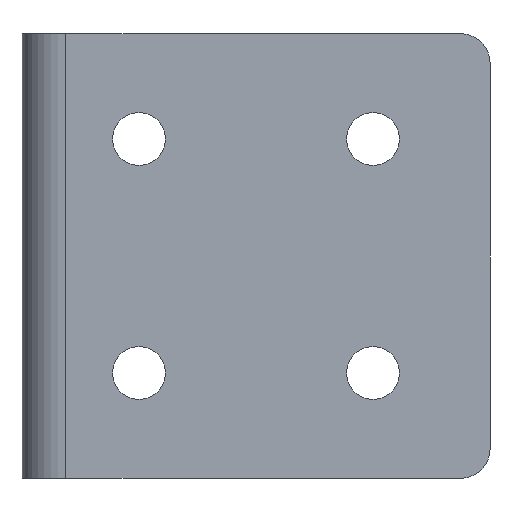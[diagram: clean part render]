
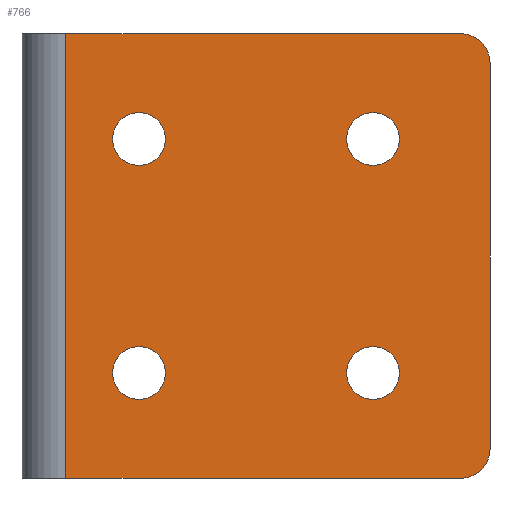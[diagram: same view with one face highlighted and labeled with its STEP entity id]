
A CAD part, front view. The second image highlights one B-rep face of the part: STEP entity #766.
In plain terms, the highlighted planar face has unit normal (0, -1, 0).
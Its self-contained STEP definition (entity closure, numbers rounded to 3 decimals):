
#3 = AXIS2_PLACEMENT_3D ( 'NONE', #581, #257, #38 ) ;
#13 = AXIS2_PLACEMENT_3D ( 'NONE', #65, #1240, #345 ) ;
#21 = VERTEX_POINT ( 'NONE', #1156 ) ;
#23 = CARTESIAN_POINT ( 'NONE',  ( 80., 0., -38. ) ) ;
#35 = CARTESIAN_POINT ( 'NONE',  ( 60., 0., -20. ) ) ;
#38 = DIRECTION ( 'NONE',  ( 1., 0., 0. ) ) ;
#49 = EDGE_LOOP ( 'NONE', ( #843, #1198, #1298, #939, #528, #288 ) ) ;
#64 = VERTEX_POINT ( 'NONE', #622 ) ;
#65 = CARTESIAN_POINT ( 'NONE',  ( 60., 0., 20. ) ) ;
#66 = AXIS2_PLACEMENT_3D ( 'NONE', #1089, #1085, #756 ) ;
#79 = EDGE_CURVE ( 'NONE', #1028, #520, #291, .T. ) ;
#80 = EDGE_LOOP ( 'NONE', ( #903, #688 ) ) ;
#81 = DIRECTION ( 'NONE',  ( 1., 0., 0. ) ) ;
#83 = DIRECTION ( 'NONE',  ( 0., 0., -1. ) ) ;
#104 = VECTOR ( 'NONE', #462, 1000. ) ;
#125 = CARTESIAN_POINT ( 'NONE',  ( 64.5, 0., 20. ) ) ;
#149 = CARTESIAN_POINT ( 'NONE',  ( 80., 0., 33. ) ) ;
#158 = DIRECTION ( 'NONE',  ( 0., 0., -1. ) ) ;
#176 = FACE_BOUND ( 'NONE', #80, .T. ) ;
#190 = CARTESIAN_POINT ( 'NONE',  ( 20., 0., -20. ) ) ;
#207 = CIRCLE ( 'NONE', #3, 5. ) ;
#208 = EDGE_LOOP ( 'NONE', ( #550, #829 ) ) ;
#217 = VERTEX_POINT ( 'NONE', #465 ) ;
#242 = CIRCLE ( 'NONE', #1386, 4.5 ) ;
#246 = EDGE_CURVE ( 'NONE', #1277, #1211, #242, .T. ) ;
#252 = CARTESIAN_POINT ( 'NONE',  ( 80., 0., -38. ) ) ;
#257 = DIRECTION ( 'NONE',  ( 0., -1., 0. ) ) ;
#270 = CARTESIAN_POINT ( 'NONE',  ( 80., 0., 38. ) ) ;
#288 = ORIENTED_EDGE ( 'NONE', *, *, #926, .T. ) ;
#291 = CIRCLE ( 'NONE', #1077, 4.5 ) ;
#302 = VERTEX_POINT ( 'NONE', #584 ) ;
#345 = DIRECTION ( 'NONE',  ( 0., 0., -1. ) ) ;
#351 = LINE ( 'NONE', #23, #104 ) ;
#362 = LINE ( 'NONE', #270, #1043 ) ;
#364 = CARTESIAN_POINT ( 'NONE',  ( 20., 0., 20. ) ) ;
#382 = EDGE_CURVE ( 'NONE', #642, #302, #601, .T. ) ;
#391 = CARTESIAN_POINT ( 'NONE',  ( 20., 0., 20. ) ) ;
#400 = CARTESIAN_POINT ( 'NONE',  ( 75., 0., 38. ) ) ;
#403 = CARTESIAN_POINT ( 'NONE',  ( 20., 0., -20. ) ) ;
#429 = DIRECTION ( 'NONE',  ( 1., 0., 0. ) ) ;
#462 = DIRECTION ( 'NONE',  ( 0., 0., 1. ) ) ;
#465 = CARTESIAN_POINT ( 'NONE',  ( 80., 0., -33. ) ) ;
#479 = VERTEX_POINT ( 'NONE', #946 ) ;
#480 = CARTESIAN_POINT ( 'NONE',  ( 15.5, 0., 20. ) ) ;
#491 = DIRECTION ( 'NONE',  ( 0., -1., 0. ) ) ;
#510 = AXIS2_PLACEMENT_3D ( 'NONE', #35, #491, #158 ) ;
#520 = VERTEX_POINT ( 'NONE', #1391 ) ;
#528 = ORIENTED_EDGE ( 'NONE', *, *, #716, .F. ) ;
#549 = LINE ( 'NONE', #742, #769 ) ;
#550 = ORIENTED_EDGE ( 'NONE', *, *, #1376, .F. ) ;
#555 = EDGE_CURVE ( 'NONE', #479, #854, #779, .T. ) ;
#562 = VERTEX_POINT ( 'NONE', #869 ) ;
#580 = AXIS2_PLACEMENT_3D ( 'NONE', #364, #778, #1005 ) ;
#581 = CARTESIAN_POINT ( 'NONE',  ( 75., 0., 33. ) ) ;
#584 = CARTESIAN_POINT ( 'NONE',  ( 24.5, 0., 20. ) ) ;
#601 = CIRCLE ( 'NONE', #979, 4.5 ) ;
#604 = FACE_BOUND ( 'NONE', #208, .T. ) ;
#611 = CIRCLE ( 'NONE', #1099, 5. ) ;
#622 = CARTESIAN_POINT ( 'NONE',  ( 75., 0., -38. ) ) ;
#625 = CIRCLE ( 'NONE', #13, 4.5 ) ;
#628 = DIRECTION ( 'NONE',  ( 0., -1., 0. ) ) ;
#641 = CIRCLE ( 'NONE', #797, 4.5 ) ;
#642 = VERTEX_POINT ( 'NONE', #480 ) ;
#645 = EDGE_CURVE ( 'NONE', #854, #479, #625, .T. ) ;
#658 = EDGE_CURVE ( 'NONE', #21, #64, #1109, .T. ) ;
#668 = CARTESIAN_POINT ( 'NONE',  ( 55.5, 0., -20. ) ) ;
#678 = VERTEX_POINT ( 'NONE', #149 ) ;
#688 = ORIENTED_EDGE ( 'NONE', *, *, #79, .F. ) ;
#690 = DIRECTION ( 'NONE',  ( 0., 0., -1. ) ) ;
#716 = EDGE_CURVE ( 'NONE', #562, #774, #362, .T. ) ;
#742 = CARTESIAN_POINT ( 'NONE',  ( 7.5, 0., -38. ) ) ;
#753 = EDGE_CURVE ( 'NONE', #520, #1028, #641, .T. ) ;
#756 = DIRECTION ( 'NONE',  ( 0., 0., -1. ) ) ;
#757 = CIRCLE ( 'NONE', #510, 4.5 ) ;
#766 = ADVANCED_FACE ( 'NONE', ( #176, #1140, #604, #834, #1253 ), #928, .T. ) ;
#769 = VECTOR ( 'NONE', #978, 1000. ) ;
#774 = VERTEX_POINT ( 'NONE', #400 ) ;
#778 = DIRECTION ( 'NONE',  ( 0., -1., 0. ) ) ;
#779 = CIRCLE ( 'NONE', #66, 4.5 ) ;
#797 = AXIS2_PLACEMENT_3D ( 'NONE', #190, #945, #830 ) ;
#829 = ORIENTED_EDGE ( 'NONE', *, *, #246, .F. ) ;
#830 = DIRECTION ( 'NONE',  ( 0., 0., -1. ) ) ;
#834 = FACE_BOUND ( 'NONE', #1261, .T. ) ;
#843 = ORIENTED_EDGE ( 'NONE', *, *, #658, .T. ) ;
#847 = VECTOR ( 'NONE', #1025, 1000. ) ;
#854 = VERTEX_POINT ( 'NONE', #125 ) ;
#869 = CARTESIAN_POINT ( 'NONE',  ( 7.5, 0., 38. ) ) ;
#896 = CARTESIAN_POINT ( 'NONE',  ( 15.5, 0., -20. ) ) ;
#903 = ORIENTED_EDGE ( 'NONE', *, *, #753, .F. ) ;
#921 = DIRECTION ( 'NONE',  ( 0., -1., 0. ) ) ;
#924 = ORIENTED_EDGE ( 'NONE', *, *, #382, .F. ) ;
#926 = EDGE_CURVE ( 'NONE', #562, #21, #549, .T. ) ;
#928 = PLANE ( 'NONE',  #951 ) ;
#936 = DIRECTION ( 'NONE',  ( 0., -1., 0. ) ) ;
#939 = ORIENTED_EDGE ( 'NONE', *, *, #1038, .T. ) ;
#945 = DIRECTION ( 'NONE',  ( 0., -1., 0. ) ) ;
#946 = CARTESIAN_POINT ( 'NONE',  ( 55.5, 0., 20. ) ) ;
#951 = AXIS2_PLACEMENT_3D ( 'NONE', #1370, #1344, #81 ) ;
#978 = DIRECTION ( 'NONE',  ( 0., 0., -1. ) ) ;
#979 = AXIS2_PLACEMENT_3D ( 'NONE', #391, #628, #1041 ) ;
#993 = EDGE_CURVE ( 'NONE', #217, #678, #351, .T. ) ;
#1005 = DIRECTION ( 'NONE',  ( 0., 0., -1. ) ) ;
#1014 = ORIENTED_EDGE ( 'NONE', *, *, #645, .F. ) ;
#1025 = DIRECTION ( 'NONE',  ( 1., 0., 0. ) ) ;
#1028 = VERTEX_POINT ( 'NONE', #896 ) ;
#1038 = EDGE_CURVE ( 'NONE', #678, #774, #207, .T. ) ;
#1041 = DIRECTION ( 'NONE',  ( 0., 0., -1. ) ) ;
#1043 = VECTOR ( 'NONE', #1311, 1000. ) ;
#1065 = CARTESIAN_POINT ( 'NONE',  ( 64.5, 0., -20. ) ) ;
#1077 = AXIS2_PLACEMENT_3D ( 'NONE', #403, #936, #83 ) ;
#1085 = DIRECTION ( 'NONE',  ( 0., -1., 0. ) ) ;
#1089 = CARTESIAN_POINT ( 'NONE',  ( 60., 0., 20. ) ) ;
#1099 = AXIS2_PLACEMENT_3D ( 'NONE', #1313, #1393, #429 ) ;
#1109 = LINE ( 'NONE', #252, #847 ) ;
#1140 = FACE_BOUND ( 'NONE', #1307, .T. ) ;
#1156 = CARTESIAN_POINT ( 'NONE',  ( 7.5, 0., -38. ) ) ;
#1190 = ORIENTED_EDGE ( 'NONE', *, *, #1351, .F. ) ;
#1198 = ORIENTED_EDGE ( 'NONE', *, *, #1276, .T. ) ;
#1211 = VERTEX_POINT ( 'NONE', #1065 ) ;
#1240 = DIRECTION ( 'NONE',  ( 0., -1., 0. ) ) ;
#1253 = FACE_OUTER_BOUND ( 'NONE', #49, .T. ) ;
#1261 = EDGE_LOOP ( 'NONE', ( #1190, #924 ) ) ;
#1276 = EDGE_CURVE ( 'NONE', #64, #217, #611, .T. ) ;
#1277 = VERTEX_POINT ( 'NONE', #668 ) ;
#1298 = ORIENTED_EDGE ( 'NONE', *, *, #993, .T. ) ;
#1307 = EDGE_LOOP ( 'NONE', ( #1014, #1355 ) ) ;
#1311 = DIRECTION ( 'NONE',  ( 1., 0., 0. ) ) ;
#1313 = CARTESIAN_POINT ( 'NONE',  ( 75., 0., -33. ) ) ;
#1324 = CARTESIAN_POINT ( 'NONE',  ( 60., 0., -20. ) ) ;
#1344 = DIRECTION ( 'NONE',  ( 0., -1., 0. ) ) ;
#1351 = EDGE_CURVE ( 'NONE', #302, #642, #1360, .T. ) ;
#1355 = ORIENTED_EDGE ( 'NONE', *, *, #555, .F. ) ;
#1360 = CIRCLE ( 'NONE', #580, 4.5 ) ;
#1370 = CARTESIAN_POINT ( 'NONE',  ( 80., 0., -38. ) ) ;
#1376 = EDGE_CURVE ( 'NONE', #1211, #1277, #757, .T. ) ;
#1386 = AXIS2_PLACEMENT_3D ( 'NONE', #1324, #921, #690 ) ;
#1391 = CARTESIAN_POINT ( 'NONE',  ( 24.5, 0., -20. ) ) ;
#1393 = DIRECTION ( 'NONE',  ( 0., -1., 0. ) ) ;
